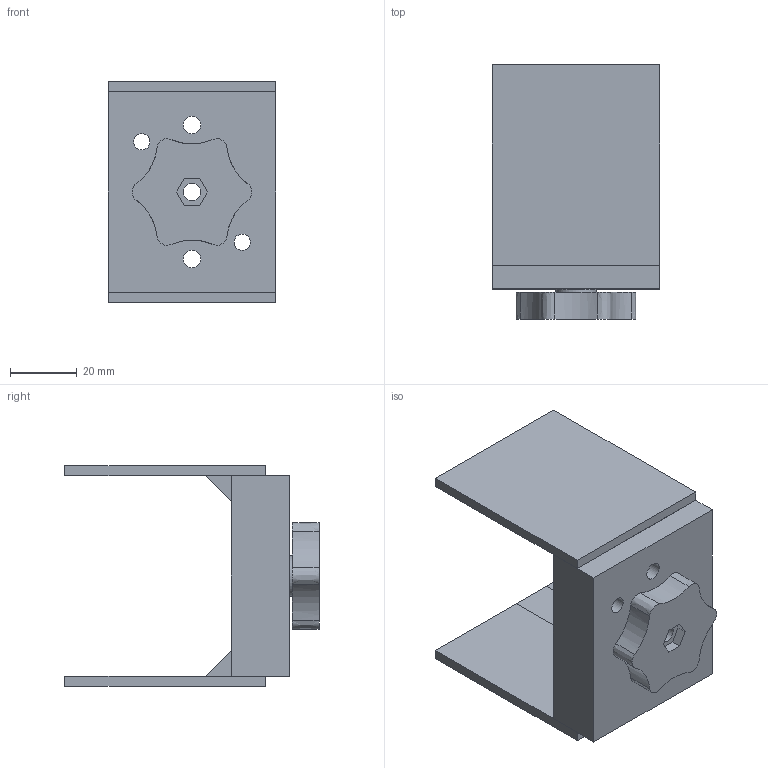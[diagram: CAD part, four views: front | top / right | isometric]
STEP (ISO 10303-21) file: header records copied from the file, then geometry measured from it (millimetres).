
FILE_DESCRIPTION(/* description */ (''),/* implementation_level */ '2;1');
FILE_NAME(/* name */ 'Spool Saver.step',/* time_stamp */ '2020-09-16T21:09:11-07:00',/* author */ (''),/* organization */ (''),/* preprocessor_version */ 'ST-DEVELOPER v18.1',/* originating_system */ 'Autodesk Translation Framework v9.3.0.1241',/* authorisation */ '');
FILE_SCHEMA (('AUTOMOTIVE_DESIGN { 1 0 10303 214 3 1 1 }'));
Length unit declared in the file: millimetre
Products named in the file (6): Spool Saver 3; Spur Gear (16 teeth); Base; Arm 1; Arm 2; Handle
Assembly tree (5 placements, depth 2):
  Spool Saver 3
    Spur Gear (16 teeth)
    Base
    Arm 1
    Arm 2
    Handle
Bounding box: 50 x 76 x 66 mm (x, y, z)
Volume: 58368.8 mm3; surface area: 34529 mm2
Topology: 5 solids, 5 shells, 397 faces, 1156 edges, 772 vertices
Faces by surface type: plane 267, cylinder 86, bspline 44
Full cylindrical faces by diameter (mm): 4.9 x2, 5.1 x1, 5.2 x4, 8.95 x1, 9 x1, 10 x2, 12 x1
Entity records: 22657 total; most frequent: CARTESIAN_POINT 12204, ORIENTED_EDGE 2312, DIRECTION 1964, EDGE_CURVE 1156, LINE 868, VECTOR 868, VERTEX_POINT 772, AXIS2_PLACEMENT_3D 548
